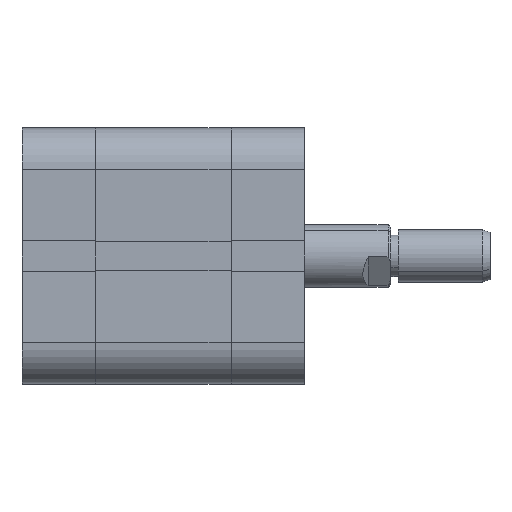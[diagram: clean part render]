
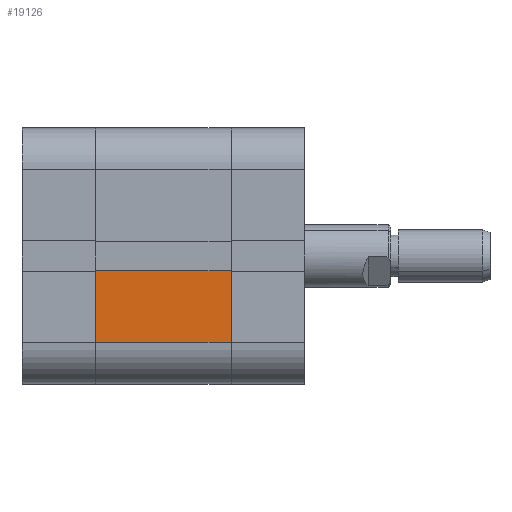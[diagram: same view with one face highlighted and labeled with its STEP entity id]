
A CAD part, front view. The second image highlights one B-rep face of the part: STEP entity #19126.
In plain terms, the highlighted planar face has unit normal (0, -1, 0).
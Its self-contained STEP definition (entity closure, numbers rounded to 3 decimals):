
#645 = LINE ( 'NONE', #21882, #23245 ) ;
#1081 = CARTESIAN_POINT ( 'NONE',  ( 26., -24.5, -2.8 ) ) ;
#1410 = LINE ( 'NONE', #12027, #20158 ) ;
#2392 = CARTESIAN_POINT ( 'NONE',  ( 26., -24.5, -16.5 ) ) ;
#3628 = CARTESIAN_POINT ( 'NONE',  ( 0., -24.5, -16.5 ) ) ;
#3987 = VERTEX_POINT ( 'NONE', #3628 ) ;
#4360 = DIRECTION ( 'NONE',  ( 0., 0., -1. ) ) ;
#5835 = VERTEX_POINT ( 'NONE', #26432 ) ;
#5836 = ORIENTED_EDGE ( 'NONE', *, *, #31845, .F. ) ;
#5990 = VECTOR ( 'NONE', #32205, 1000. ) ;
#8190 = AXIS2_PLACEMENT_3D ( 'NONE', #30028, #29691, #24469 ) ;
#8655 = PLANE ( 'NONE',  #8190 ) ;
#11227 = CARTESIAN_POINT ( 'NONE',  ( 0., -24.5, -2.8 ) ) ;
#11957 = VERTEX_POINT ( 'NONE', #11227 ) ;
#12027 = CARTESIAN_POINT ( 'NONE',  ( 0., -24.5, -24.5 ) ) ;
#13455 = VERTEX_POINT ( 'NONE', #1081 ) ;
#19126 = ADVANCED_FACE ( 'NONE', ( #27781 ), #8655, .F. ) ;
#19699 = EDGE_CURVE ( 'NONE', #13455, #11957, #32033, .T. ) ;
#20158 = VECTOR ( 'NONE', #4360, 1000. ) ;
#21882 = CARTESIAN_POINT ( 'NONE',  ( 26., -24.5, -24.5 ) ) ;
#23095 = EDGE_CURVE ( 'NONE', #11957, #3987, #1410, .T. ) ;
#23245 = VECTOR ( 'NONE', #24320, 1000. ) ;
#23634 = DIRECTION ( 'NONE',  ( 1., 0., 0. ) ) ;
#23829 = EDGE_CURVE ( 'NONE', #3987, #5835, #26262, .T. ) ;
#24061 = VECTOR ( 'NONE', #23634, 1000. ) ;
#24320 = DIRECTION ( 'NONE',  ( 0., 0., -1. ) ) ;
#24469 = DIRECTION ( 'NONE',  ( 0., 0., 1. ) ) ;
#25673 = ORIENTED_EDGE ( 'NONE', *, *, #23095, .T. ) ;
#25681 = EDGE_LOOP ( 'NONE', ( #32380, #25673, #32962, #5836 ) ) ;
#26262 = LINE ( 'NONE', #2392, #24061 ) ;
#26432 = CARTESIAN_POINT ( 'NONE',  ( 26., -24.5, -16.5 ) ) ;
#27781 = FACE_OUTER_BOUND ( 'NONE', #25681, .T. ) ;
#29438 = CARTESIAN_POINT ( 'NONE',  ( 26.001, -24.5, -2.8 ) ) ;
#29691 = DIRECTION ( 'NONE',  ( 0., 1., 0. ) ) ;
#30028 = CARTESIAN_POINT ( 'NONE',  ( 26., -24.5, -24.5 ) ) ;
#31845 = EDGE_CURVE ( 'NONE', #13455, #5835, #645, .T. ) ;
#32033 = LINE ( 'NONE', #29438, #5990 ) ;
#32205 = DIRECTION ( 'NONE',  ( -1., 0., 0. ) ) ;
#32380 = ORIENTED_EDGE ( 'NONE', *, *, #19699, .T. ) ;
#32962 = ORIENTED_EDGE ( 'NONE', *, *, #23829, .T. ) ;
